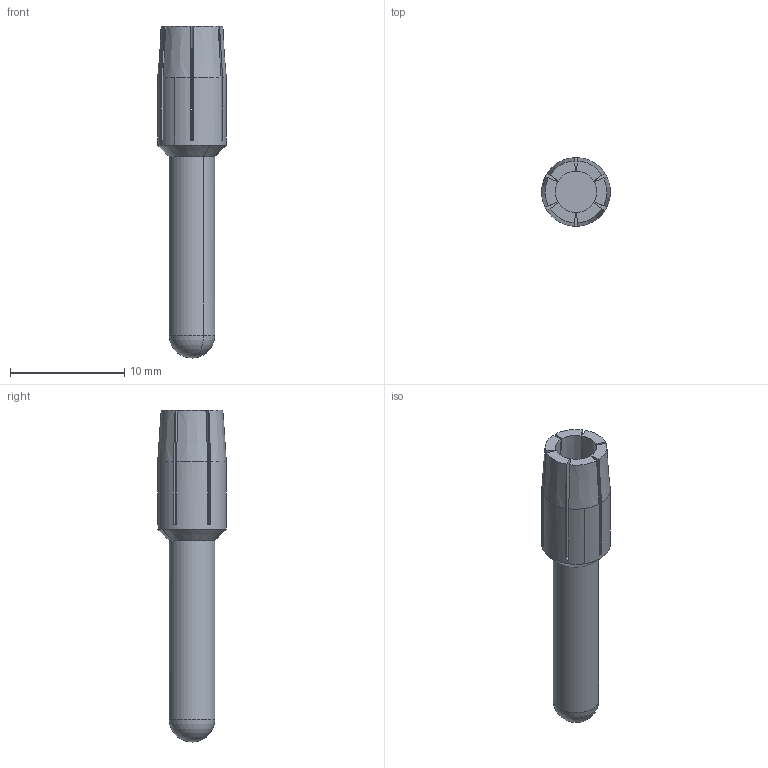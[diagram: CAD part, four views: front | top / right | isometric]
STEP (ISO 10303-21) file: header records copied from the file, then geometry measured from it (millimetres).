
FILE_DESCRIPTION(('Creo Elements/Direct Modeling STEP Export'),'2;1');
FILE_NAME('0lndrr044fliur83328','2016-08-31T11:11:54',(''),(''),'PTC Creo Elements/Direct Modeling STEP processor for AP214 (Solid Model)','PTC Creo Elements/Direct Modeling 19.0B 21-Mar-2015 (C) Parametric Technology GmbH','');
FILE_SCHEMA(('AUTOMOTIVE_DESIGN { 1 0 10303 214 1 1 1 1 }'));
Length unit declared in the file: millimetre
Products named in the file (2): CXMFA
Assembly tree (1 placements, depth 2):
  CXMFA
    CXMFA
Bounding box: 6 x 6 x 29 mm (x, y, z)
Volume: 371.9 mm3; surface area: 673.8 mm2
Topology: 1 solids, 1 shells, 57 faces, 154 edges, 97 vertices
Faces by surface type: plane 31, cone 14, cylinder 10, sphere 2
Entity records: 2374 total; most frequent: CARTESIAN_POINT 597, ORIENTED_EDGE 304, DIRECTION 238, EDGE_CURVE 152, VERTEX_POINT 97, AXIS2_PLACEMENT_3D 80, VECTOR 78, LINE 78
